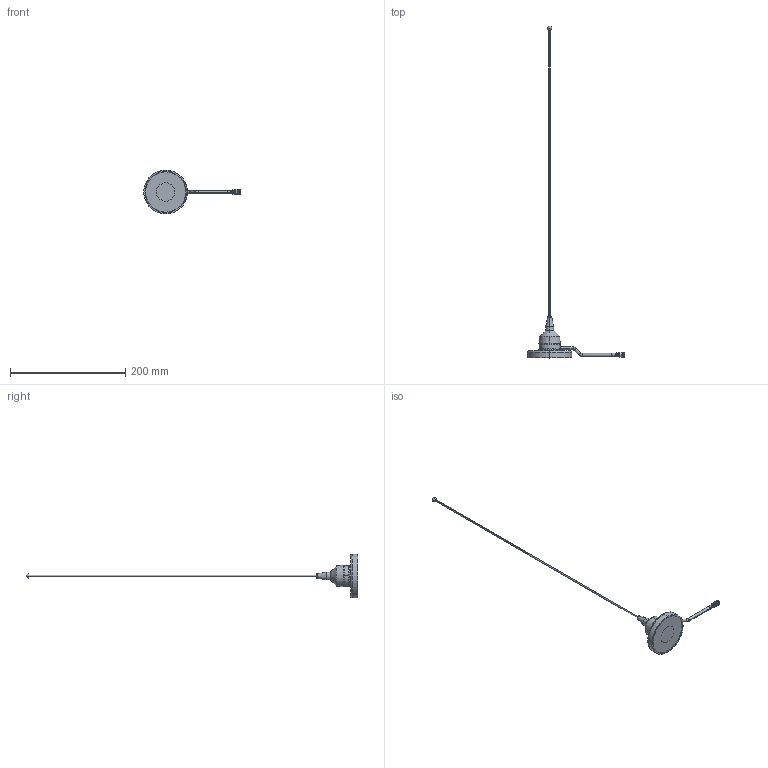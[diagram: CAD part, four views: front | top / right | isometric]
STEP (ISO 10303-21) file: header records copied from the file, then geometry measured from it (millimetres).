
FILE_DESCRIPTION (( 'STEP AP214' ), '1' );
FILE_NAME ('FMANMOB1004-SM_3D.step', '2023-03-15T17:29:19', ( '' ), ( '' ), 'SwSTEP 2.0', 'SolidWorks 2022', '' );
FILE_SCHEMA (( 'AUTOMOTIVE_DESIGN' ));
Length unit declared in the file: inch
Products named in the file (6): Copy of SMA M 230124^FMMA1-SMA10; 1082 230124; Copy of NMO Base w Cable^FMMA1-SMA10; FMMA1-SMA10; Copy of HeatShrink-195_230124^FMMA1-SMA10; FMANMOB1004-SM_3D
Assembly tree (5 placements, depth 3):
  FMANMOB1004-SM_3D
    FMMA1-SMA10
      Copy of NMO Base w Cable^FMMA1-SMA10
      Copy of HeatShrink-195_230124^FMMA1-SMA10
      Copy of SMA M 230124^FMMA1-SMA10
    1082 230124
Bounding box: 167.53 x 576.63 x 76 mm (x, y, z)
Volume: 83120 mm3; surface area: 52117.1 mm2
Topology: 10 solids, 10 shells, 261 faces, 614 edges, 385 vertices
Faces by surface type: cylinder 119, plane 67, cone 45, torus 16, bspline 12, sphere 2
Entity records: 12238 total; most frequent: CARTESIAN_POINT 4229, DIRECTION 1314, ORIENTED_EDGE 1210, EDGE_CURVE 605, AXIS2_PLACEMENT_3D 556, VERTEX_POINT 382, CIRCLE 298, EDGE_LOOP 297
